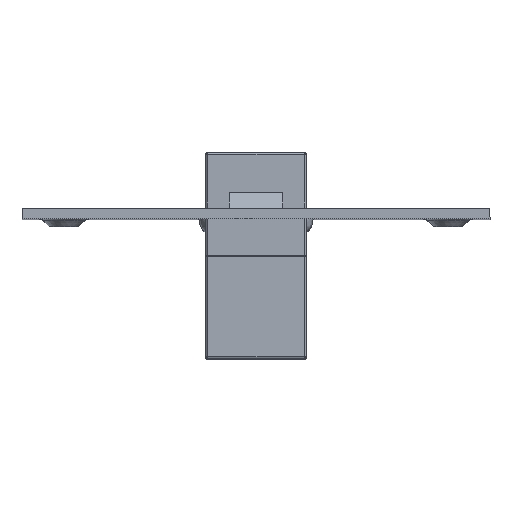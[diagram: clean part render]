
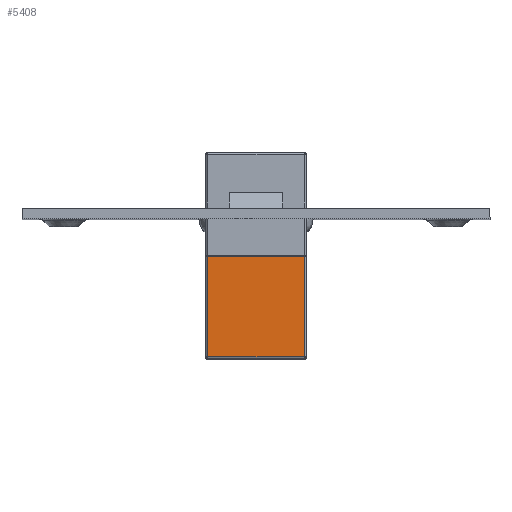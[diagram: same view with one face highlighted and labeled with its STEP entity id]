
A CAD part, top view. The second image highlights one B-rep face of the part: STEP entity #5408.
In plain terms, the highlighted face is planar.
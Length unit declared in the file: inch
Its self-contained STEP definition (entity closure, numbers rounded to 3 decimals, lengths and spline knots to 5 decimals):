
#84 = VECTOR ( 'NONE', #11912, 39.37008 ) ;
#356 = CARTESIAN_POINT ( 'NONE',  ( -0.2874, -0.57874, -0.31693 ) ) ;
#619 = AXIS2_PLACEMENT_3D ( 'NONE', #12413, #9391, #8236 ) ;
#2145 = VECTOR ( 'NONE', #11550, 39.37008 ) ;
#2488 = CARTESIAN_POINT ( 'NONE',  ( -0.27559, 0.59055, -0.31693 ) ) ;
#2621 = CARTESIAN_POINT ( 'NONE',  ( 0.27559, -0.00197, -0.31693 ) ) ;
#3023 = LINE ( 'NONE', #8686, #2145 ) ;
#3198 = FACE_OUTER_BOUND ( 'NONE', #13199, .T. ) ;
#3232 = LINE ( 'NONE', #2488, #3655 ) ;
#3655 = VECTOR ( 'NONE', #6644, 39.37008 ) ;
#3887 = LINE ( 'NONE', #13416, #84 ) ;
#4360 = CARTESIAN_POINT ( 'NONE',  ( 0.27559, -0.57874, -0.31693 ) ) ;
#5408 = ADVANCED_FACE ( 'NONE', ( #3198 ), #6608, .F. ) ;
#6389 = VECTOR ( 'NONE', #13585, 39.37008 ) ;
#6565 = CARTESIAN_POINT ( 'NONE',  ( -0.27559, -0.00197, -0.31693 ) ) ;
#6608 = PLANE ( 'NONE',  #619 ) ;
#6644 = DIRECTION ( 'NONE',  ( 0., 1., 0. ) ) ;
#7466 = VERTEX_POINT ( 'NONE', #6565 ) ;
#7514 = LINE ( 'NONE', #356, #6389 ) ;
#8236 = DIRECTION ( 'NONE',  ( 1., 0., 0. ) ) ;
#8686 = CARTESIAN_POINT ( 'NONE',  ( -0.2874, -0.00197, -0.31693 ) ) ;
#9325 = EDGE_CURVE ( 'NONE', #12897, #7466, #3023, .T. ) ;
#9391 = DIRECTION ( 'NONE',  ( 0., 0., 1. ) ) ;
#9929 = EDGE_CURVE ( 'NONE', #15462, #13522, #7514, .T. ) ;
#10085 = ORIENTED_EDGE ( 'NONE', *, *, #10157, .T. ) ;
#10157 = EDGE_CURVE ( 'NONE', #13522, #7466, #3232, .T. ) ;
#11096 = ORIENTED_EDGE ( 'NONE', *, *, #9929, .T. ) ;
#11351 = ORIENTED_EDGE ( 'NONE', *, *, #16719, .T. ) ;
#11550 = DIRECTION ( 'NONE',  ( -1., 0., 0. ) ) ;
#11912 = DIRECTION ( 'NONE',  ( 0., -1., 0. ) ) ;
#12413 = CARTESIAN_POINT ( 'NONE',  ( -0.2874, 0.59055, -0.31693 ) ) ;
#12897 = VERTEX_POINT ( 'NONE', #2621 ) ;
#13070 = CARTESIAN_POINT ( 'NONE',  ( -0.27559, -0.57874, -0.31693 ) ) ;
#13199 = EDGE_LOOP ( 'NONE', ( #15325, #11351, #11096, #10085 ) ) ;
#13416 = CARTESIAN_POINT ( 'NONE',  ( 0.27559, 0.59055, -0.31693 ) ) ;
#13522 = VERTEX_POINT ( 'NONE', #13070 ) ;
#13585 = DIRECTION ( 'NONE',  ( -1., 0., 0. ) ) ;
#15325 = ORIENTED_EDGE ( 'NONE', *, *, #9325, .F. ) ;
#15462 = VERTEX_POINT ( 'NONE', #4360 ) ;
#16719 = EDGE_CURVE ( 'NONE', #12897, #15462, #3887, .T. ) ;
